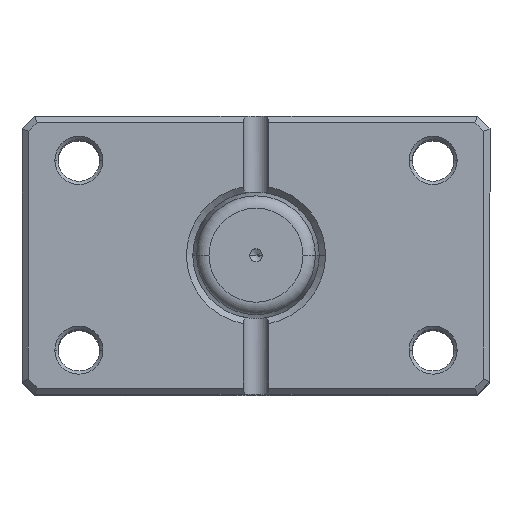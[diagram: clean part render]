
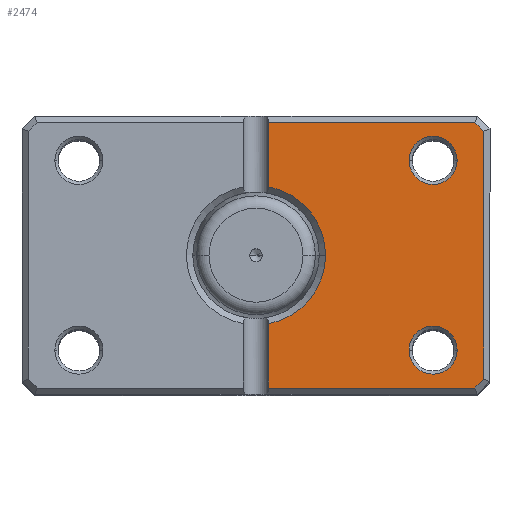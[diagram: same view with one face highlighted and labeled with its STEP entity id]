
A CAD part, top view. The second image highlights one B-rep face of the part: STEP entity #2474.
In plain terms, the highlighted face is planar.
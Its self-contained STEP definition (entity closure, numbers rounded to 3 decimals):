
#33 = LINE ( 'NONE', #4001, #2179 ) ;
#35 = VECTOR ( 'NONE', #2860, 1000. ) ;
#36 = CARTESIAN_POINT ( 'NONE',  ( -36., 19.586, 0. ) ) ;
#46 = CARTESIAN_POINT ( 'NONE',  ( -28., 15., 0. ) ) ;
#47 = DIRECTION ( 'NONE',  ( 0.707, 0.707, 0. ) ) ;
#58 = DIRECTION ( 'NONE',  ( 0., 0., 1. ) ) ;
#76 = DIRECTION ( 'NONE',  ( 1., 0., 0. ) ) ;
#101 = CARTESIAN_POINT ( 'NONE',  ( -28., 15., 0. ) ) ;
#109 = EDGE_CURVE ( 'NONE', #2177, #1421, #2417, .T. ) ;
#236 = DIRECTION ( 'NONE',  ( 1., 0., 0. ) ) ;
#240 = VECTOR ( 'NONE', #47, 1000. ) ;
#250 = FACE_OUTER_BOUND ( 'NONE', #2530, .T. ) ;
#265 = CARTESIAN_POINT ( 'NONE',  ( -2., 10.817, 0. ) ) ;
#271 = VERTEX_POINT ( 'NONE', #4790 ) ;
#299 = VERTEX_POINT ( 'NONE', #5308 ) ;
#360 = DIRECTION ( 'NONE',  ( 0., 0., 1. ) ) ;
#476 = CIRCLE ( 'NONE', #3088, 3.8 ) ;
#485 = CARTESIAN_POINT ( 'NONE',  ( -27.793, 27.793, 0. ) ) ;
#521 = CARTESIAN_POINT ( 'NONE',  ( -28., -15., 0. ) ) ;
#557 = FACE_BOUND ( 'NONE', #5713, .T. ) ;
#562 = AXIS2_PLACEMENT_3D ( 'NONE', #101, #360, #236 ) ;
#593 = ORIENTED_EDGE ( 'NONE', *, *, #4239, .T. ) ;
#657 = CIRCLE ( 'NONE', #3007, 11. ) ;
#747 = EDGE_CURVE ( 'NONE', #1421, #2177, #476, .T. ) ;
#997 = EDGE_CURVE ( 'NONE', #5509, #2553, #4372, .T. ) ;
#1026 = DIRECTION ( 'NONE',  ( -0.707, 0.707, 0. ) ) ;
#1157 = ORIENTED_EDGE ( 'NONE', *, *, #1750, .T. ) ;
#1280 = EDGE_CURVE ( 'NONE', #3156, #2290, #3043, .T. ) ;
#1304 = LINE ( 'NONE', #3447, #3979 ) ;
#1319 = LINE ( 'NONE', #4432, #35 ) ;
#1421 = VERTEX_POINT ( 'NONE', #4643 ) ;
#1489 = ORIENTED_EDGE ( 'NONE', *, *, #1824, .T. ) ;
#1491 = EDGE_CURVE ( 'NONE', #5141, #6247, #2100, .T. ) ;
#1498 = DIRECTION ( 'NONE',  ( 1., 0., 0. ) ) ;
#1750 = EDGE_CURVE ( 'NONE', #2298, #4701, #3138, .T. ) ;
#1824 = EDGE_CURVE ( 'NONE', #271, #299, #1319, .T. ) ;
#1869 = ORIENTED_EDGE ( 'NONE', *, *, #1280, .T. ) ;
#1971 = EDGE_CURVE ( 'NONE', #4701, #2298, #5890, .T. ) ;
#1986 = AXIS2_PLACEMENT_3D ( 'NONE', #2956, #2936, #5936 ) ;
#2100 = CIRCLE ( 'NONE', #1986, 11. ) ;
#2151 = EDGE_CURVE ( 'NONE', #299, #5141, #4706, .T. ) ;
#2177 = VERTEX_POINT ( 'NONE', #5601 ) ;
#2179 = VECTOR ( 'NONE', #1026, 1000. ) ;
#2203 = ORIENTED_EDGE ( 'NONE', *, *, #6292, .T. ) ;
#2290 = VERTEX_POINT ( 'NONE', #36 ) ;
#2298 = VERTEX_POINT ( 'NONE', #5754 ) ;
#2315 = CARTESIAN_POINT ( 'NONE',  ( -2., -10.817, 0. ) ) ;
#2348 = DIRECTION ( 'NONE',  ( 0., 0., 1. ) ) ;
#2391 = ORIENTED_EDGE ( 'NONE', *, *, #747, .T. ) ;
#2417 = CIRCLE ( 'NONE', #2672, 3.8 ) ;
#2474 = ADVANCED_FACE ( 'NONE', ( #557, #5413, #250 ), #5280, .F. ) ;
#2487 = CARTESIAN_POINT ( 'NONE',  ( -11., 0., 0. ) ) ;
#2530 = EDGE_LOOP ( 'NONE', ( #6368, #3114, #5551, #2612, #593, #2203, #1869, #5553, #1489 ) ) ;
#2553 = VERTEX_POINT ( 'NONE', #3660 ) ;
#2612 = ORIENTED_EDGE ( 'NONE', *, *, #997, .T. ) ;
#2672 = AXIS2_PLACEMENT_3D ( 'NONE', #5554, #4884, #5473 ) ;
#2860 = DIRECTION ( 'NONE',  ( 1., 0., 0. ) ) ;
#2881 = VECTOR ( 'NONE', #6346, 1000. ) ;
#2925 = EDGE_CURVE ( 'NONE', #2290, #271, #4839, .T. ) ;
#2932 = DIRECTION ( 'NONE',  ( 0., -1., 0. ) ) ;
#2936 = DIRECTION ( 'NONE',  ( 0., 0., 1. ) ) ;
#2956 = CARTESIAN_POINT ( 'NONE',  ( 0., 0., 0. ) ) ;
#3007 = AXIS2_PLACEMENT_3D ( 'NONE', #5378, #2348, #5880 ) ;
#3043 = LINE ( 'NONE', #4806, #2881 ) ;
#3088 = AXIS2_PLACEMENT_3D ( 'NONE', #521, #5025, #1498 ) ;
#3114 = ORIENTED_EDGE ( 'NONE', *, *, #1491, .T. ) ;
#3138 = CIRCLE ( 'NONE', #562, 3.8 ) ;
#3156 = VERTEX_POINT ( 'NONE', #3542 ) ;
#3190 = ORIENTED_EDGE ( 'NONE', *, *, #109, .T. ) ;
#3447 = CARTESIAN_POINT ( 'NONE',  ( 0., -21., 0. ) ) ;
#3542 = CARTESIAN_POINT ( 'NONE',  ( -36., -19.586, 0. ) ) ;
#3660 = CARTESIAN_POINT ( 'NONE',  ( -2., -21., 0. ) ) ;
#3701 = DIRECTION ( 'NONE',  ( 0., -1., 0. ) ) ;
#3778 = VERTEX_POINT ( 'NONE', #6077 ) ;
#3979 = VECTOR ( 'NONE', #6485, 1000. ) ;
#4001 = CARTESIAN_POINT ( 'NONE',  ( -27.793, -27.793, 0. ) ) ;
#4145 = ORIENTED_EDGE ( 'NONE', *, *, #1971, .T. ) ;
#4224 = VECTOR ( 'NONE', #3701, 1000. ) ;
#4239 = EDGE_CURVE ( 'NONE', #2553, #3778, #1304, .T. ) ;
#4372 = LINE ( 'NONE', #5916, #4224 ) ;
#4432 = CARTESIAN_POINT ( 'NONE',  ( 0., 21., 0. ) ) ;
#4643 = CARTESIAN_POINT ( 'NONE',  ( -31.8, -15., 0. ) ) ;
#4701 = VERTEX_POINT ( 'NONE', #5604 ) ;
#4706 = LINE ( 'NONE', #4841, #6445 ) ;
#4790 = CARTESIAN_POINT ( 'NONE',  ( -34.586, 21., 0. ) ) ;
#4806 = CARTESIAN_POINT ( 'NONE',  ( -36., 0., 0. ) ) ;
#4839 = LINE ( 'NONE', #485, #240 ) ;
#4841 = CARTESIAN_POINT ( 'NONE',  ( -2., 22., 0. ) ) ;
#4884 = DIRECTION ( 'NONE',  ( 0., 0., 1. ) ) ;
#4997 = AXIS2_PLACEMENT_3D ( 'NONE', #5350, #5698, #5236 ) ;
#5025 = DIRECTION ( 'NONE',  ( 0., 0., 1. ) ) ;
#5141 = VERTEX_POINT ( 'NONE', #265 ) ;
#5236 = DIRECTION ( 'NONE',  ( 1., 0., 0. ) ) ;
#5280 = PLANE ( 'NONE',  #4997 ) ;
#5308 = CARTESIAN_POINT ( 'NONE',  ( -2., 21., 0. ) ) ;
#5348 = EDGE_LOOP ( 'NONE', ( #4145, #1157 ) ) ;
#5350 = CARTESIAN_POINT ( 'NONE',  ( 0., 0., 0. ) ) ;
#5378 = CARTESIAN_POINT ( 'NONE',  ( 0., 0., 0. ) ) ;
#5413 = FACE_BOUND ( 'NONE', #5348, .T. ) ;
#5473 = DIRECTION ( 'NONE',  ( 1., 0., 0. ) ) ;
#5509 = VERTEX_POINT ( 'NONE', #2315 ) ;
#5551 = ORIENTED_EDGE ( 'NONE', *, *, #6048, .T. ) ;
#5553 = ORIENTED_EDGE ( 'NONE', *, *, #2925, .T. ) ;
#5554 = CARTESIAN_POINT ( 'NONE',  ( -28., -15., 0. ) ) ;
#5592 = AXIS2_PLACEMENT_3D ( 'NONE', #46, #58, #76 ) ;
#5601 = CARTESIAN_POINT ( 'NONE',  ( -24.2, -15., 0. ) ) ;
#5604 = CARTESIAN_POINT ( 'NONE',  ( -31.8, 15., 0. ) ) ;
#5698 = DIRECTION ( 'NONE',  ( 0., 0., 1. ) ) ;
#5713 = EDGE_LOOP ( 'NONE', ( #2391, #3190 ) ) ;
#5754 = CARTESIAN_POINT ( 'NONE',  ( -24.2, 15., 0. ) ) ;
#5880 = DIRECTION ( 'NONE',  ( 1., 0., 0. ) ) ;
#5890 = CIRCLE ( 'NONE', #5592, 3.8 ) ;
#5916 = CARTESIAN_POINT ( 'NONE',  ( -2., 22., 0. ) ) ;
#5936 = DIRECTION ( 'NONE',  ( 1., 0., 0. ) ) ;
#6048 = EDGE_CURVE ( 'NONE', #6247, #5509, #657, .T. ) ;
#6077 = CARTESIAN_POINT ( 'NONE',  ( -34.586, -21., 0. ) ) ;
#6247 = VERTEX_POINT ( 'NONE', #2487 ) ;
#6292 = EDGE_CURVE ( 'NONE', #3778, #3156, #33, .T. ) ;
#6346 = DIRECTION ( 'NONE',  ( 0., 1., 0. ) ) ;
#6368 = ORIENTED_EDGE ( 'NONE', *, *, #2151, .T. ) ;
#6445 = VECTOR ( 'NONE', #2932, 1000. ) ;
#6485 = DIRECTION ( 'NONE',  ( -1., 0., 0. ) ) ;
